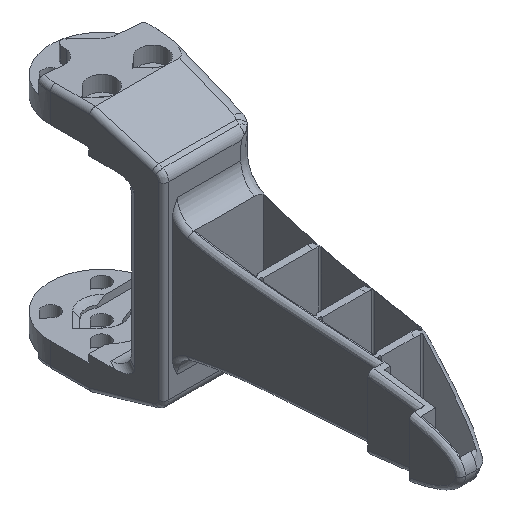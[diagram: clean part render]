
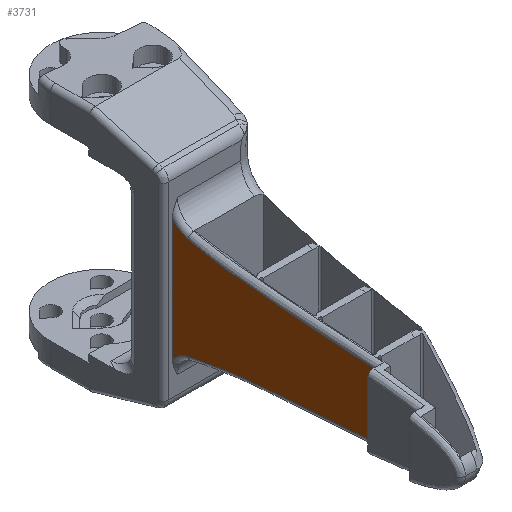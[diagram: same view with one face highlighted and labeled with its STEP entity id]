
A CAD part, isometric view. The second image highlights one B-rep face of the part: STEP entity #3731.
In plain terms, the highlighted planar face has unit normal (-1, 0, 0).
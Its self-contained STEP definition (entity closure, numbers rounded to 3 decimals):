
#181=PLANE('',#4043);
#290=CIRCLE('',#4042,5.2);
#291=CIRCLE('',#4044,5.2);
#488=FACE_OUTER_BOUND('',#702,.T.);
#702=EDGE_LOOP('',(#3288,#3289,#3290,#3291,#3292,#3293));
#877=LINE('',#8698,#1162);
#993=LINE('',#9276,#1278);
#1162=VECTOR('',#4534,12.218);
#1278=VECTOR('',#4874,23.677);
#1436=B_SPLINE_CURVE_WITH_KNOTS('',3,(#8672,#8673,#8674,#8675,#8676,#8677,
#8678,#8679,#8680,#8681,#8682,#8683,#8684,#8685,#8686,#8687,#8688,#8689,
#8690,#8691,#8692,#8693,#8694,#8695),.UNSPECIFIED.,.F.,.F.,(4,2,2,2,2,2,
2,2,1,2,1,2,4),(0.,0.005,0.009,
0.009,0.019,0.019,0.023,
0.023,0.028,0.028,0.033,
0.033,0.037),.UNSPECIFIED.);
#1437=B_SPLINE_CURVE_WITH_KNOTS('',3,(#8728,#8729,#8730,#8731,#8732,#8733,
#8734,#8735,#8736,#8737,#8738,#8739,#8740,#8741,#8742,#8743,#8744,#8745,
#8746,#8747,#8748,#8749,#8750,#8751,#8752,#8753),.UNSPECIFIED.,.F.,.F.,
(4,2,2,2,2,2,2,2,2,2,2,2,4),(0.,0.005,0.005,
0.009,0.009,0.014,0.014,
0.019,0.019,0.028,0.028,
0.033,0.037),.UNSPECIFIED.);
#1682=VERTEX_POINT('',#8668);
#1683=VERTEX_POINT('',#8670);
#1684=VERTEX_POINT('',#8697);
#1685=VERTEX_POINT('',#8727);
#1786=VERTEX_POINT('',#9268);
#1787=VERTEX_POINT('',#9275);
#2141=EDGE_CURVE('',#1682,#1683,#1436,.T.);
#2142=EDGE_CURVE('',#1682,#1684,#877,.T.);
#2144=EDGE_CURVE('',#1685,#1684,#1437,.T.);
#2319=EDGE_CURVE('',#1683,#1786,#290,.T.);
#2320=EDGE_CURVE('',#1786,#1787,#993,.T.);
#2321=EDGE_CURVE('',#1787,#1685,#291,.T.);
#3288=ORIENTED_EDGE('',*,*,#2320,.T.);
#3289=ORIENTED_EDGE('',*,*,#2321,.T.);
#3290=ORIENTED_EDGE('',*,*,#2144,.T.);
#3291=ORIENTED_EDGE('',*,*,#2142,.F.);
#3292=ORIENTED_EDGE('',*,*,#2141,.T.);
#3293=ORIENTED_EDGE('',*,*,#2319,.T.);
#3731=ADVANCED_FACE('',(#488),#181,.F.);
#4042=AXIS2_PLACEMENT_3D('',#9273,#4870,#4871);
#4043=AXIS2_PLACEMENT_3D('',#9274,#4872,#4873);
#4044=AXIS2_PLACEMENT_3D('',#9277,#4875,#4876);
#4534=DIRECTION('',(0.,0.,-1.));
#4870=DIRECTION('center_axis',(1.,0.,0.));
#4871=DIRECTION('ref_axis',(0.,0.,-1.));
#4872=DIRECTION('center_axis',(1.,0.,0.));
#4873=DIRECTION('ref_axis',(0.,0.,-1.));
#4874=DIRECTION('',(0.,0.,-1.));
#4875=DIRECTION('center_axis',(1.,0.,0.));
#4876=DIRECTION('ref_axis',(0.,0.,-1.));
#8668=CARTESIAN_POINT('',(-8.3,-62.,6.109));
#8670=CARTESIAN_POINT('',(-8.3,-24.95,9.857));
#8672=CARTESIAN_POINT('Ctrl Pts',(-8.3,-62.,6.109));
#8673=CARTESIAN_POINT('Ctrl Pts',(-8.3,-60.448,6.247));
#8674=CARTESIAN_POINT('Ctrl Pts',(-8.3,-58.895,6.368));
#8675=CARTESIAN_POINT('Ctrl Pts',(-8.3,-55.854,6.588));
#8676=CARTESIAN_POINT('Ctrl Pts',(-8.3,-54.367,6.687));
#8677=CARTESIAN_POINT('Ctrl Pts',(-8.3,-52.823,6.788));
#8678=CARTESIAN_POINT('Ctrl Pts',(-8.3,-52.767,6.792));
#8679=CARTESIAN_POINT('Ctrl Pts',(-8.3,-49.65,6.995));
#8680=CARTESIAN_POINT('Ctrl Pts',(-8.3,-46.587,7.187));
#8681=CARTESIAN_POINT('Ctrl Pts',(-8.3,-43.491,7.417));
#8682=CARTESIAN_POINT('Ctrl Pts',(-8.3,-43.454,7.42));
#8683=CARTESIAN_POINT('Ctrl Pts',(-8.3,-41.896,7.536));
#8684=CARTESIAN_POINT('Ctrl Pts',(-8.3,-40.377,7.657));
#8685=CARTESIAN_POINT('Ctrl Pts',(-8.3,-38.832,7.797));
#8686=CARTESIAN_POINT('Ctrl Pts',(-8.3,-38.804,7.8));
#8687=CARTESIAN_POINT('Ctrl Pts',(-8.3,-37.249,7.941));
#8688=CARTESIAN_POINT('Ctrl Pts',(-8.3,-35.706,8.098));
#8689=CARTESIAN_POINT('Ctrl Pts',(-8.3,-34.165,8.281));
#8690=CARTESIAN_POINT('Ctrl Pts',(-8.3,-32.615,8.466));
#8691=CARTESIAN_POINT('Ctrl Pts',(-8.3,-31.076,8.676));
#8692=CARTESIAN_POINT('Ctrl Pts',(-8.3,-29.543,8.929));
#8693=CARTESIAN_POINT('Ctrl Pts',(-8.3,-28.,9.184));
#8694=CARTESIAN_POINT('Ctrl Pts',(-8.3,-26.471,9.48));
#8695=CARTESIAN_POINT('Ctrl Pts',(-8.3,-24.95,9.857));
#8697=CARTESIAN_POINT('',(-8.3,-62.,-6.109));
#8698=CARTESIAN_POINT('',(-8.3,-62.,6.109));
#8727=CARTESIAN_POINT('',(-8.3,-24.95,-9.857));
#8728=CARTESIAN_POINT('Ctrl Pts',(-8.3,-24.95,-9.857));
#8729=CARTESIAN_POINT('Ctrl Pts',(-8.3,-26.471,-9.48));
#8730=CARTESIAN_POINT('Ctrl Pts',(-8.3,-28.,-9.184));
#8731=CARTESIAN_POINT('Ctrl Pts',(-8.3,-29.543,-8.929));
#8732=CARTESIAN_POINT('Ctrl Pts',(-8.3,-29.552,-8.927));
#8733=CARTESIAN_POINT('Ctrl Pts',(-8.3,-31.086,-8.674));
#8734=CARTESIAN_POINT('Ctrl Pts',(-8.3,-32.615,-8.466));
#8735=CARTESIAN_POINT('Ctrl Pts',(-8.3,-34.165,-8.281));
#8736=CARTESIAN_POINT('Ctrl Pts',(-8.3,-34.183,-8.279));
#8737=CARTESIAN_POINT('Ctrl Pts',(-8.3,-35.724,-8.096));
#8738=CARTESIAN_POINT('Ctrl Pts',(-8.3,-37.249,-7.941));
#8739=CARTESIAN_POINT('Ctrl Pts',(-8.3,-38.804,-7.8));
#8740=CARTESIAN_POINT('Ctrl Pts',(-8.3,-38.832,-7.797));
#8741=CARTESIAN_POINT('Ctrl Pts',(-8.3,-40.377,-7.657));
#8742=CARTESIAN_POINT('Ctrl Pts',(-8.3,-41.896,-7.536));
#8743=CARTESIAN_POINT('Ctrl Pts',(-8.3,-43.454,-7.42));
#8744=CARTESIAN_POINT('Ctrl Pts',(-8.3,-43.491,-7.417));
#8745=CARTESIAN_POINT('Ctrl Pts',(-8.3,-46.587,-7.187));
#8746=CARTESIAN_POINT('Ctrl Pts',(-8.3,-49.65,-6.995));
#8747=CARTESIAN_POINT('Ctrl Pts',(-8.3,-52.767,-6.792));
#8748=CARTESIAN_POINT('Ctrl Pts',(-8.3,-52.823,-6.788));
#8749=CARTESIAN_POINT('Ctrl Pts',(-8.3,-54.584,-6.673));
#8750=CARTESIAN_POINT('Ctrl Pts',(-8.3,-56.289,-6.559));
#8751=CARTESIAN_POINT('Ctrl Pts',(-8.3,-59.33,-6.334));
#8752=CARTESIAN_POINT('Ctrl Pts',(-8.3,-60.665,-6.228));
#8753=CARTESIAN_POINT('Ctrl Pts',(-8.3,-62.,-6.109));
#9268=CARTESIAN_POINT('',(-8.3,-22.,11.839));
#9273=CARTESIAN_POINT('Origin',(-8.3,-26.2,14.905));
#9274=CARTESIAN_POINT('Origin',(-8.3,-62.,24.));
#9275=CARTESIAN_POINT('',(-8.3,-22.,-11.839));
#9276=CARTESIAN_POINT('',(-8.3,-22.,11.839));
#9277=CARTESIAN_POINT('Origin',(-8.3,-26.2,-14.905));
